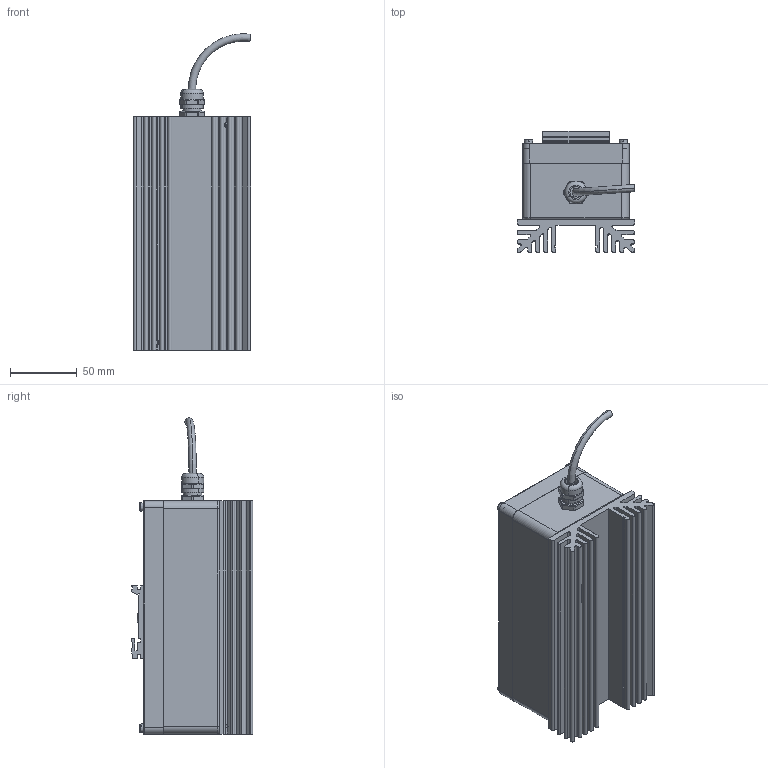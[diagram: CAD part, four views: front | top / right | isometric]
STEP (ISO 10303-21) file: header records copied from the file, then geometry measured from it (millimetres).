
FILE_DESCRIPTION (( 'STEP AP214' ), '1' );
FILE_NAME ('Wadi_IP65_AL + Schnapp.STEP', '2017-03-02T12:18:31', ( '' ), ( '' ), 'SwSTEP 2.0', 'SolidWorks 2015', '' );
FILE_SCHEMA (( 'AUTOMOTIVE_DESIGN' ));
Length unit declared in the file: millimetre
Products named in the file (9): INT20.0078_A1_GWadi Oberteil mit 3 Bolzen; Kab3x0,75PVCgr_Kabel 3x0,75 PVC LiYY-t silbergrau RAL7001 (LM-Therm); INT20.0050_A1a_KKWadi-blank_Kühlkörper Wadi IP65 blank, gebohrt; Wadi_IP65_AL + Schnapp; Kabelverschraubung MS M16x1,5 IP68; Sbgr_Schnappbefestigung Aluminium, farblos voreloxiert; INT20.0079_A0_GWadi Unterteil mit 2 Bohr.; GWadilackiert_Schraube; BlNi4,8x12_Blindnieten 4,8x12 Flachrundkopf AL.ST Maxigrip KB2,5-6,5
Assembly tree (12 placements, depth 2):
  Wadi_IP65_AL + Schnapp
    INT20.0050_A1a_KKWadi-blank_Kühlkörper Wadi IP65 blank, gebohrt
    INT20.0078_A1_GWadi Oberteil mit 3 Bolzen
    INT20.0079_A0_GWadi Unterteil mit 2 Bohr.
    Kabelverschraubung MS M16x1,5 IP68
    Kab3x0,75PVCgr_Kabel 3x0,75 PVC LiYY-t silbergrau RAL7001 (LM-Therm)
    Sbgr_Schnappbefestigung Aluminium, farblos voreloxiert
    BlNi4,8x12_Blindnieten 4,8x12 Flachrundkopf AL.ST Maxigrip KB2,5-6,5  x2
    GWadilackiert_Schraube  x4
Bounding box: 88.09 x 91 x 237.35 mm (x, y, z)
Volume: 395988.8 mm3; surface area: 237540.9 mm2
Topology: 12 solids, 12 shells, 623 faces, 1629 edges, 1038 vertices
Faces by surface type: plane 273, cylinder 260, torus 50, cone 26, sphere 8, bspline 6
Entity records: 17445 total; most frequent: CARTESIAN_POINT 3352, DIRECTION 2983, ORIENTED_EDGE 2782, EDGE_CURVE 1391, AXIS2_PLACEMENT_3D 1092, VERTEX_POINT 895, LINE 799, VECTOR 799
